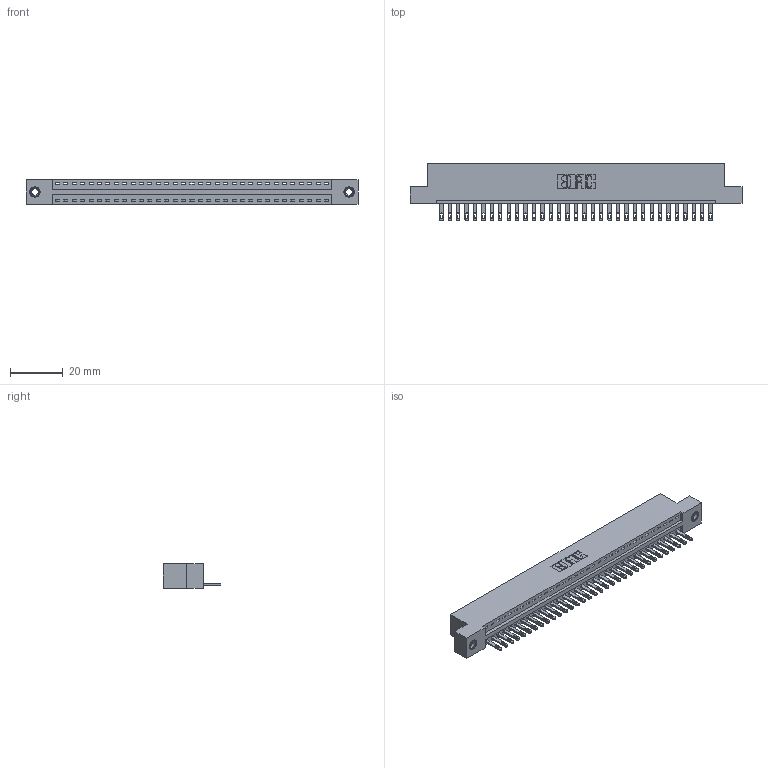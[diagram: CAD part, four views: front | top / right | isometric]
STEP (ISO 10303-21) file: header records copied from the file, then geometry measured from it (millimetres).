
FILE_DESCRIPTION (( 'STEP AP203' ), '1' );
FILE_NAME ('896-033-500-107.STEP', '2021-07-27T19:29:27', ( '' ), ( '' ), 'SwSTEP 2.0', 'SolidWorks 2020', '' );
FILE_SCHEMA (( 'CONFIG_CONTROL_DESIGN' ));
Length unit declared in the file: inch
Products named in the file (4): 846 Part_Flush Mounting Lugs - 0.156 Dia-TI; 345-250-001_345-250-005-103; 896-033-500-107; 345-292-001_345-293-100
Assembly tree (36 placements, depth 2):
  896-033-500-107
    846 Part_Flush Mounting Lugs - 0.156 Dia-TI
    345-292-001_345-293-100  x33
    345-250-001_345-250-005-103  x2
Bounding box: 125.35 x 21.84 x 9.4 mm (x, y, z)
Volume: 11943.6 mm3; surface area: 14942.3 mm2
Topology: 36 solids, 36 shells, 1964 faces, 6009 edges, 3998 vertices
Faces by surface type: plane 1230, cylinder 718, cone 12, torus 4
Entity records: 22808 total; most frequent: CARTESIAN_POINT 3894, ORIENTED_EDGE 3854, DIRECTION 3475, EDGE_CURVE 1927, VECTOR 1639, LINE 1639, VERTEX_POINT 1280, AXIS2_PLACEMENT_3D 918
